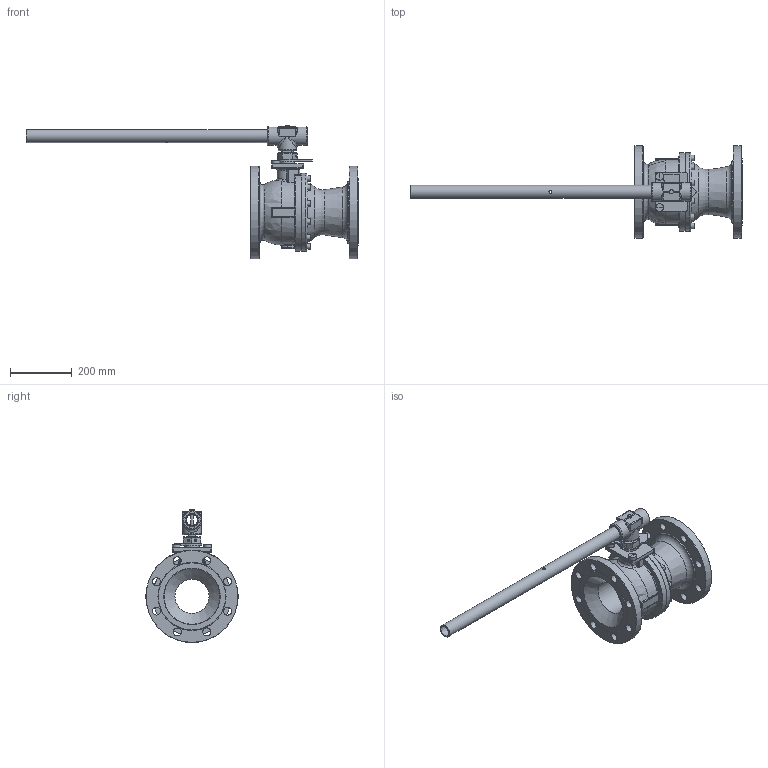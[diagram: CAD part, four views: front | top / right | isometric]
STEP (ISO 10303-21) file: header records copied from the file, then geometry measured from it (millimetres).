
FILE_DESCRIPTION(/* description */ (''),/* implementation_level */ '2;1');
FILE_NAME(/* name */ 'GA-F53-60-D40-W-A-1.stp',/* time_stamp */ '2019-09-18T16:48:17+01:00',/* author */ ('jaday'),/* organization */ (''),/* preprocessor_version */ 'ST-DEVELOPER v16.1',/* originating_system */ 'Autodesk Inventor 2016',/* authorisation */ '');
FILE_SCHEMA (('AUTOMOTIVE_DESIGN { 1 0 10303 214 3 1 1 }'));
Length unit declared in the file: millimetre
Products named in the file (1): GA-F53-60-D40-W-A-1
Bounding box: 1078.46 x 300 x 432.5 mm (x, y, z)
Volume: 9397496.5 mm3; surface area: 946285.4 mm2
Topology: 1 solids, 3 shells, 584 faces, 1444 edges, 883 vertices
Faces by surface type: plane 242, cylinder 175, bspline 59, cone 53, torus 41, sphere 14
Full cylindrical faces by diameter (mm): 9 x2, 10.106 x2, 12 x24, 18 x12, 25.36 x2, 26 x16, 35.5 x1, 42.5 x2, 46.58 x1, 60 x3, 111.125 x1, 199.5 x1, 203 x1, 253.8 x1, 254 x1, 300 x2
Entity records: 19161 total; most frequent: CARTESIAN_POINT 5621, DIRECTION 2640, ORIENTED_EDGE 2528, EDGE_CURVE 1264, AXIS2_PLACEMENT_3D 1020, VERTEX_POINT 845, EDGE_LOOP 817, LINE 600
